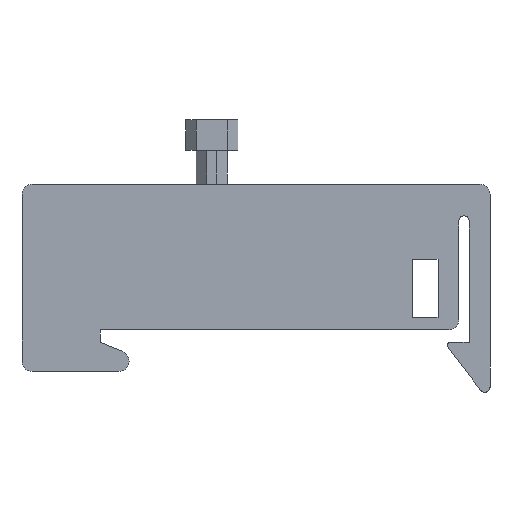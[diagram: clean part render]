
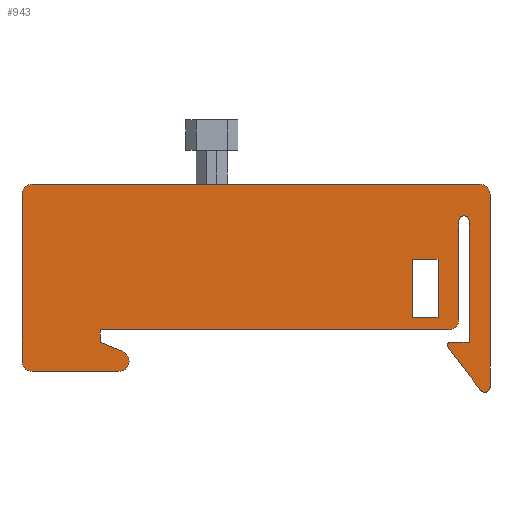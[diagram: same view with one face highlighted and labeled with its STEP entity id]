
A CAD part, left-side view. The second image highlights one B-rep face of the part: STEP entity #943.
In plain terms, the highlighted planar face has unit normal (-1, 0, 0).
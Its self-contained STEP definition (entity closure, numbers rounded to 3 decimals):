
#29=FACE_BOUND('',#117,.T.);
#38=CIRCLE('',#998,1.);
#39=CIRCLE('',#999,1.);
#40=CIRCLE('',#1000,1.);
#41=CIRCLE('',#1001,1.);
#42=CIRCLE('',#1002,0.5);
#43=CIRCLE('',#1003,0.5);
#44=CIRCLE('',#1004,0.3);
#45=CIRCLE('',#1005,0.5);
#46=CIRCLE('',#1006,0.5);
#47=CIRCLE('',#1007,1.);
#64=FACE_OUTER_BOUND('',#116,.T.);
#116=EDGE_LOOP('',(#633,#634,#635,#636,#637,#638,#639,#640,#641,#642,#643,
#644,#645,#646,#647,#648,#649,#650,#651,#652,#653,#654,#655));
#117=EDGE_LOOP('',(#656,#657,#658,#659));
#176=LINE('',#1348,#288);
#178=LINE('',#1357,#290);
#179=LINE('',#1361,#291);
#180=LINE('',#1365,#292);
#181=LINE('',#1367,#293);
#182=LINE('',#1369,#294);
#183=LINE('',#1373,#295);
#184=LINE('',#1377,#296);
#185=LINE('',#1381,#297);
#186=LINE('',#1383,#298);
#187=LINE('',#1387,#299);
#188=LINE('',#1391,#300);
#189=LINE('',#1395,#301);
#190=LINE('',#1398,#302);
#191=LINE('',#1400,#303);
#192=LINE('',#1402,#304);
#193=LINE('',#1403,#305);
#288=VECTOR('',#1078,10.);
#290=VECTOR('',#1086,10.);
#291=VECTOR('',#1089,10.);
#292=VECTOR('',#1092,10.);
#293=VECTOR('',#1093,10.);
#294=VECTOR('',#1094,10.);
#295=VECTOR('',#1097,10.);
#296=VECTOR('',#1100,10.);
#297=VECTOR('',#1103,10.);
#298=VECTOR('',#1104,10.);
#299=VECTOR('',#1107,10.);
#300=VECTOR('',#1110,10.);
#301=VECTOR('',#1113,10.);
#302=VECTOR('',#1116,10.);
#303=VECTOR('',#1117,10.);
#304=VECTOR('',#1118,10.);
#305=VECTOR('',#1119,10.);
#400=VERTEX_POINT('',#1345);
#401=VERTEX_POINT('',#1347);
#403=VERTEX_POINT('',#1353);
#404=VERTEX_POINT('',#1354);
#405=VERTEX_POINT('',#1356);
#406=VERTEX_POINT('',#1358);
#407=VERTEX_POINT('',#1360);
#408=VERTEX_POINT('',#1362);
#409=VERTEX_POINT('',#1364);
#410=VERTEX_POINT('',#1366);
#411=VERTEX_POINT('',#1368);
#412=VERTEX_POINT('',#1370);
#413=VERTEX_POINT('',#1372);
#414=VERTEX_POINT('',#1374);
#415=VERTEX_POINT('',#1376);
#416=VERTEX_POINT('',#1378);
#417=VERTEX_POINT('',#1380);
#418=VERTEX_POINT('',#1382);
#419=VERTEX_POINT('',#1384);
#420=VERTEX_POINT('',#1386);
#421=VERTEX_POINT('',#1388);
#422=VERTEX_POINT('',#1390);
#423=VERTEX_POINT('',#1392);
#424=VERTEX_POINT('',#1394);
#425=VERTEX_POINT('',#1396);
#426=VERTEX_POINT('',#1399);
#427=VERTEX_POINT('',#1401);
#492=EDGE_CURVE('',#401,#400,#176,.T.);
#495=EDGE_CURVE('',#403,#404,#38,.T.);
#496=EDGE_CURVE('',#403,#405,#178,.T.);
#497=EDGE_CURVE('',#406,#405,#39,.T.);
#498=EDGE_CURVE('',#407,#406,#179,.T.);
#499=EDGE_CURVE('',#408,#407,#40,.T.);
#500=EDGE_CURVE('',#409,#408,#180,.T.);
#501=EDGE_CURVE('',#410,#409,#181,.T.);
#502=EDGE_CURVE('',#411,#410,#182,.T.);
#503=EDGE_CURVE('',#412,#411,#41,.T.);
#504=EDGE_CURVE('',#413,#412,#183,.T.);
#505=EDGE_CURVE('',#414,#413,#42,.T.);
#506=EDGE_CURVE('',#415,#414,#184,.T.);
#507=EDGE_CURVE('',#416,#415,#43,.T.);
#508=EDGE_CURVE('',#417,#416,#185,.T.);
#509=EDGE_CURVE('',#418,#417,#186,.T.);
#510=EDGE_CURVE('',#419,#418,#44,.T.);
#511=EDGE_CURVE('',#420,#419,#187,.T.);
#512=EDGE_CURVE('',#421,#420,#45,.T.);
#513=EDGE_CURVE('',#422,#421,#188,.T.);
#514=EDGE_CURVE('',#423,#422,#46,.T.);
#515=EDGE_CURVE('',#424,#423,#189,.T.);
#516=EDGE_CURVE('',#425,#424,#47,.T.);
#517=EDGE_CURVE('',#404,#425,#190,.T.);
#518=EDGE_CURVE('',#426,#401,#191,.T.);
#519=EDGE_CURVE('',#400,#427,#192,.T.);
#520=EDGE_CURVE('',#426,#427,#193,.T.);
#633=ORIENTED_EDGE('',*,*,#495,.F.);
#634=ORIENTED_EDGE('',*,*,#496,.T.);
#635=ORIENTED_EDGE('',*,*,#497,.F.);
#636=ORIENTED_EDGE('',*,*,#498,.F.);
#637=ORIENTED_EDGE('',*,*,#499,.F.);
#638=ORIENTED_EDGE('',*,*,#500,.F.);
#639=ORIENTED_EDGE('',*,*,#501,.F.);
#640=ORIENTED_EDGE('',*,*,#502,.F.);
#641=ORIENTED_EDGE('',*,*,#503,.F.);
#642=ORIENTED_EDGE('',*,*,#504,.F.);
#643=ORIENTED_EDGE('',*,*,#505,.F.);
#644=ORIENTED_EDGE('',*,*,#506,.F.);
#645=ORIENTED_EDGE('',*,*,#507,.F.);
#646=ORIENTED_EDGE('',*,*,#508,.F.);
#647=ORIENTED_EDGE('',*,*,#509,.F.);
#648=ORIENTED_EDGE('',*,*,#510,.F.);
#649=ORIENTED_EDGE('',*,*,#511,.F.);
#650=ORIENTED_EDGE('',*,*,#512,.F.);
#651=ORIENTED_EDGE('',*,*,#513,.F.);
#652=ORIENTED_EDGE('',*,*,#514,.F.);
#653=ORIENTED_EDGE('',*,*,#515,.F.);
#654=ORIENTED_EDGE('',*,*,#516,.F.);
#655=ORIENTED_EDGE('',*,*,#517,.F.);
#656=ORIENTED_EDGE('',*,*,#518,.T.);
#657=ORIENTED_EDGE('',*,*,#492,.T.);
#658=ORIENTED_EDGE('',*,*,#519,.T.);
#659=ORIENTED_EDGE('',*,*,#520,.F.);
#905=PLANE('',#997);
#943=ADVANCED_FACE('',(#64,#29),#905,.T.);
#997=AXIS2_PLACEMENT_3D('',#1352,#1082,#1083);
#998=AXIS2_PLACEMENT_3D('',#1355,#1084,#1085);
#999=AXIS2_PLACEMENT_3D('',#1359,#1087,#1088);
#1000=AXIS2_PLACEMENT_3D('',#1363,#1090,#1091);
#1001=AXIS2_PLACEMENT_3D('',#1371,#1095,#1096);
#1002=AXIS2_PLACEMENT_3D('',#1375,#1098,#1099);
#1003=AXIS2_PLACEMENT_3D('',#1379,#1101,#1102);
#1004=AXIS2_PLACEMENT_3D('',#1385,#1105,#1106);
#1005=AXIS2_PLACEMENT_3D('',#1389,#1108,#1109);
#1006=AXIS2_PLACEMENT_3D('',#1393,#1111,#1112);
#1007=AXIS2_PLACEMENT_3D('',#1397,#1114,#1115);
#1078=DIRECTION('',(0.,0.,1.));
#1082=DIRECTION('center_axis',(-1.,0.,0.));
#1083=DIRECTION('ref_axis',(0.,0.,1.));
#1084=DIRECTION('center_axis',(1.,0.,0.));
#1085=DIRECTION('ref_axis',(0.,0.707,0.707));
#1086=DIRECTION('',(0.,0.,-1.));
#1087=DIRECTION('center_axis',(1.,0.,0.));
#1088=DIRECTION('ref_axis',(0.,0.707,-0.707));
#1089=DIRECTION('',(0.,1.,0.));
#1090=DIRECTION('center_axis',(1.,0.,0.));
#1091=DIRECTION('ref_axis',(0.,-0.982,-0.19));
#1092=DIRECTION('',(0.,-0.928,-0.372));
#1093=DIRECTION('',(0.,0.,-1.));
#1094=DIRECTION('',(0.,1.,0.));
#1095=DIRECTION('center_axis',(1.,0.,0.));
#1096=DIRECTION('ref_axis',(0.,-0.707,-0.707));
#1097=DIRECTION('',(0.,0.,-1.));
#1098=DIRECTION('center_axis',(-1.,0.,0.));
#1099=DIRECTION('ref_axis',(0.,0.707,0.707));
#1100=DIRECTION('',(0.,1.,0.));
#1101=DIRECTION('center_axis',(-1.,0.,0.));
#1102=DIRECTION('ref_axis',(0.,-0.707,0.707));
#1103=DIRECTION('',(0.,0.,1.));
#1104=DIRECTION('',(0.,-1.,0.));
#1105=DIRECTION('center_axis',(1.,0.,0.));
#1106=DIRECTION('ref_axis',(0.,0.896,0.444));
#1107=DIRECTION('',(0.,0.606,0.795));
#1108=DIRECTION('center_axis',(1.,0.,0.));
#1109=DIRECTION('ref_axis',(0.,0.471,-0.882));
#1110=DIRECTION('',(0.,0.998,0.062));
#1111=DIRECTION('center_axis',(1.,0.,0.));
#1112=DIRECTION('ref_axis',(0.,-0.685,-0.729));
#1113=DIRECTION('',(0.,0.,-1.));
#1114=DIRECTION('center_axis',(1.,0.,0.));
#1115=DIRECTION('ref_axis',(0.,-0.707,0.707));
#1116=DIRECTION('',(0.,-1.,0.));
#1117=DIRECTION('',(0.,1.,0.));
#1118=DIRECTION('',(0.,-1.,0.));
#1119=DIRECTION('',(0.,0.,1.));
#1345=CARTESIAN_POINT('',(9.9,13.299,-25.53));
#1347=CARTESIAN_POINT('',(9.9,13.299,-31.13));
#1348=CARTESIAN_POINT('',(9.9,13.299,-32.374));
#1352=CARTESIAN_POINT('Origin',(9.9,9.744,-33.567));
#1353=CARTESIAN_POINT('',(9.9,50.799,-19.33));
#1354=CARTESIAN_POINT('',(9.9,49.799,-18.33));
#1355=CARTESIAN_POINT('Origin',(9.9,49.799,-19.33));
#1356=CARTESIAN_POINT('',(9.9,50.799,-35.33));
#1357=CARTESIAN_POINT('',(9.9,50.799,-32.055));
#1358=CARTESIAN_POINT('',(9.9,49.799,-36.33));
#1359=CARTESIAN_POINT('Origin',(9.9,49.799,-35.33));
#1360=CARTESIAN_POINT('',(9.9,41.499,-36.33));
#1361=CARTESIAN_POINT('',(9.9,29.271,-36.33));
#1362=CARTESIAN_POINT('',(9.9,41.127,-34.402));
#1363=CARTESIAN_POINT('Origin',(9.9,41.499,-35.33));
#1364=CARTESIAN_POINT('',(9.9,43.299,-33.53));
#1365=CARTESIAN_POINT('',(9.9,27.759,-39.767));
#1366=CARTESIAN_POINT('',(9.9,43.299,-32.33));
#1367=CARTESIAN_POINT('',(9.9,43.299,-33.549));
#1368=CARTESIAN_POINT('',(9.9,9.801,-32.33));
#1369=CARTESIAN_POINT('',(9.9,26.521,-32.33));
#1370=CARTESIAN_POINT('',(9.9,8.801,-31.33));
#1371=CARTESIAN_POINT('Origin',(9.9,9.801,-31.33));
#1372=CARTESIAN_POINT('',(9.9,8.799,-21.861));
#1373=CARTESIAN_POINT('',(9.9,8.801,-32.48));
#1374=CARTESIAN_POINT('',(9.9,8.299,-21.361));
#1375=CARTESIAN_POINT('Origin',(9.9,8.299,-21.861));
#1376=CARTESIAN_POINT('',(9.9,8.299,-21.361));
#1377=CARTESIAN_POINT('',(9.9,8.771,-21.361));
#1378=CARTESIAN_POINT('',(9.9,7.799,-21.861));
#1379=CARTESIAN_POINT('Origin',(9.9,8.299,-21.861));
#1380=CARTESIAN_POINT('',(9.9,7.799,-33.53));
#1381=CARTESIAN_POINT('',(9.9,7.799,-27.699));
#1382=CARTESIAN_POINT('',(9.9,9.599,-33.53));
#1383=CARTESIAN_POINT('',(9.9,8.771,-33.53));
#1384=CARTESIAN_POINT('',(9.9,9.837,-34.012));
#1385=CARTESIAN_POINT('Origin',(9.9,9.599,-33.83));
#1386=CARTESIAN_POINT('',(9.9,6.697,-38.132));
#1387=CARTESIAN_POINT('',(9.9,9.924,-33.899));
#1388=CARTESIAN_POINT('',(9.9,6.33,-38.328));
#1389=CARTESIAN_POINT('Origin',(9.9,6.299,-37.829));
#1390=CARTESIAN_POINT('',(9.9,6.33,-38.328));
#1391=CARTESIAN_POINT('',(9.9,8.194,-38.212));
#1392=CARTESIAN_POINT('',(9.9,5.799,-37.829));
#1393=CARTESIAN_POINT('Origin',(9.9,6.299,-37.829));
#1394=CARTESIAN_POINT('',(9.9,5.799,-19.33));
#1395=CARTESIAN_POINT('',(9.9,5.799,-34.049));
#1396=CARTESIAN_POINT('',(9.9,6.799,-18.33));
#1397=CARTESIAN_POINT('Origin',(9.9,6.799,-19.33));
#1398=CARTESIAN_POINT('',(9.9,7.771,-18.33));
#1399=CARTESIAN_POINT('',(9.9,10.799,-31.13));
#1400=CARTESIAN_POINT('',(9.9,11.371,-31.13));
#1401=CARTESIAN_POINT('',(9.9,10.799,-25.53));
#1402=CARTESIAN_POINT('',(9.9,11.371,-25.53));
#1403=CARTESIAN_POINT('',(9.9,10.799,-29.524));
